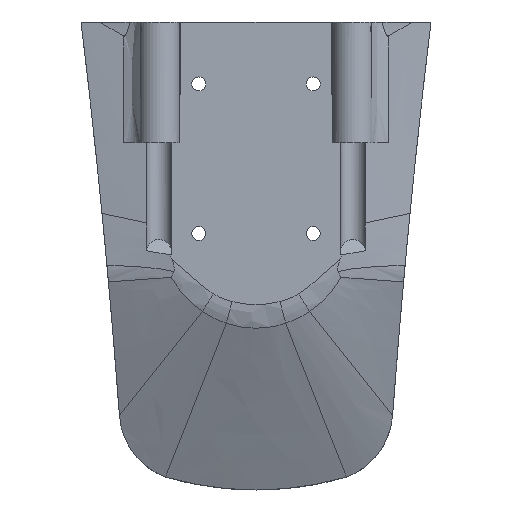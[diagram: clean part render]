
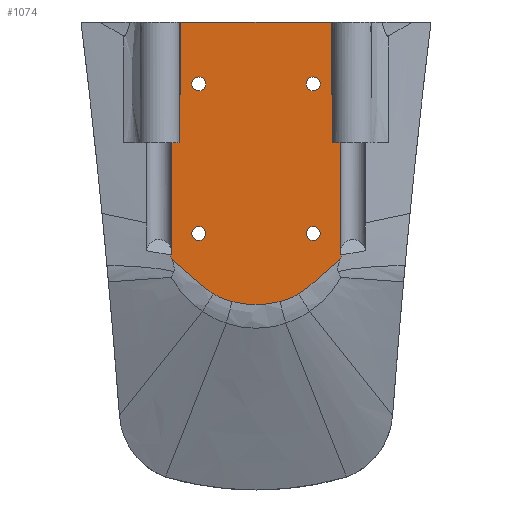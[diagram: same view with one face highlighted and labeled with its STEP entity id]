
A CAD part, front view. The second image highlights one B-rep face of the part: STEP entity #1074.
In plain terms, the highlighted planar face has unit normal (0, -1, 0).
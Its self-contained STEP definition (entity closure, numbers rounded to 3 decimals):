
#87=FACE_BOUND('',#167,.T.);
#88=FACE_BOUND('',#168,.T.);
#89=FACE_BOUND('',#169,.T.);
#90=FACE_BOUND('',#170,.T.);
#98=FACE_OUTER_BOUND('',#166,.T.);
#166=EDGE_LOOP('',(#740,#741,#742,#743,#744,#745,#746,#747,#748,#749,#750,
#751,#752,#753,#754,#755));
#167=EDGE_LOOP('',(#756));
#168=EDGE_LOOP('',(#757));
#169=EDGE_LOOP('',(#758));
#170=EDGE_LOOP('',(#759));
#249=CIRCLE('',#1172,32.5);
#250=CIRCLE('',#1173,32.5);
#251=CIRCLE('',#1174,2.5);
#252=CIRCLE('',#1175,2.5);
#253=CIRCLE('',#1176,2.5);
#254=CIRCLE('',#1177,2.5);
#294=B_SPLINE_CURVE_WITH_KNOTS('',3,(#1737,#1738,#1739,#1740),
 .UNSPECIFIED.,.F.,.F.,(4,4),(-28.,-23.652),.UNSPECIFIED.);
#295=B_SPLINE_CURVE_WITH_KNOTS('',3,(#1750,#1751,#1752,#1753,#1754,#1755,
#1756,#1757,#1758),.UNSPECIFIED.,.F.,.F.,(4,1,1,1,2,4),(-1.716,
-1.372,-0.686,-0.343,0.,0.217),
 .UNSPECIFIED.);
#296=B_SPLINE_CURVE_WITH_KNOTS('',3,(#1760,#1761,#1762,#1763,#1764),
 .UNSPECIFIED.,.F.,.F.,(4,1,4),(-0.73,-0.314,0.),
 .UNSPECIFIED.);
#297=B_SPLINE_CURVE_WITH_KNOTS('',3,(#1766,#1767,#1768,#1769,#1770),
 .UNSPECIFIED.,.F.,.F.,(4,1,4),(-1.756,-0.753,-0.002),
 .UNSPECIFIED.);
#298=B_SPLINE_CURVE_WITH_KNOTS('',3,(#1772,#1773,#1774,#1775,#1776),
 .UNSPECIFIED.,.F.,.F.,(4,1,4),(-0.732,-0.314,-0.002),
 .UNSPECIFIED.);
#299=B_SPLINE_CURVE_WITH_KNOTS('',3,(#1778,#1779,#1780,#1781,#1782,#1783,
#1784,#1785,#1786),.UNSPECIFIED.,.F.,.F.,(4,2,1,1,1,4),(-1.933,
-1.716,-1.372,-1.029,-0.686,
0.),.UNSPECIFIED.);
#300=B_SPLINE_CURVE_WITH_KNOTS('',3,(#1795,#1796,#1797,#1798),
 .UNSPECIFIED.,.F.,.F.,(4,4),(23.652,28.),.UNSPECIFIED.);
#350=LINE('',#1622,#393);
#352=LINE('',#1742,#395);
#353=LINE('',#1744,#396);
#354=LINE('',#1746,#397);
#355=LINE('',#1790,#398);
#356=LINE('',#1792,#399);
#357=LINE('',#1794,#400);
#393=VECTOR('',#1276,10.);
#395=VECTOR('',#1294,10.);
#396=VECTOR('',#1295,10.);
#397=VECTOR('',#1296,10.);
#398=VECTOR('',#1301,10.);
#399=VECTOR('',#1302,10.);
#400=VECTOR('',#1303,10.);
#444=VERTEX_POINT('',#1577);
#445=VERTEX_POINT('',#1621);
#458=VERTEX_POINT('',#1736);
#459=VERTEX_POINT('',#1741);
#460=VERTEX_POINT('',#1743);
#461=VERTEX_POINT('',#1745);
#462=VERTEX_POINT('',#1747);
#463=VERTEX_POINT('',#1749);
#464=VERTEX_POINT('',#1759);
#465=VERTEX_POINT('',#1765);
#466=VERTEX_POINT('',#1771);
#467=VERTEX_POINT('',#1777);
#468=VERTEX_POINT('',#1787);
#469=VERTEX_POINT('',#1789);
#470=VERTEX_POINT('',#1791);
#471=VERTEX_POINT('',#1793);
#472=VERTEX_POINT('',#1799);
#473=VERTEX_POINT('',#1801);
#474=VERTEX_POINT('',#1803);
#475=VERTEX_POINT('',#1805);
#555=EDGE_CURVE('',#445,#444,#350,.T.);
#569=EDGE_CURVE('',#458,#444,#294,.T.);
#570=EDGE_CURVE('',#458,#459,#352,.T.);
#571=EDGE_CURVE('',#459,#460,#353,.T.);
#572=EDGE_CURVE('',#461,#460,#354,.T.);
#573=EDGE_CURVE('',#461,#462,#249,.T.);
#574=EDGE_CURVE('',#463,#462,#295,.T.);
#575=EDGE_CURVE('',#464,#463,#296,.T.);
#576=EDGE_CURVE('',#465,#464,#297,.T.);
#577=EDGE_CURVE('',#466,#465,#298,.T.);
#578=EDGE_CURVE('',#467,#466,#299,.T.);
#579=EDGE_CURVE('',#467,#468,#250,.T.);
#580=EDGE_CURVE('',#469,#468,#355,.T.);
#581=EDGE_CURVE('',#469,#470,#356,.T.);
#582=EDGE_CURVE('',#470,#471,#357,.T.);
#583=EDGE_CURVE('',#445,#471,#300,.T.);
#584=EDGE_CURVE('',#472,#472,#251,.T.);
#585=EDGE_CURVE('',#473,#473,#252,.T.);
#586=EDGE_CURVE('',#474,#474,#253,.T.);
#587=EDGE_CURVE('',#475,#475,#254,.T.);
#740=ORIENTED_EDGE('',*,*,#555,.T.);
#741=ORIENTED_EDGE('',*,*,#569,.F.);
#742=ORIENTED_EDGE('',*,*,#570,.T.);
#743=ORIENTED_EDGE('',*,*,#571,.T.);
#744=ORIENTED_EDGE('',*,*,#572,.F.);
#745=ORIENTED_EDGE('',*,*,#573,.T.);
#746=ORIENTED_EDGE('',*,*,#574,.F.);
#747=ORIENTED_EDGE('',*,*,#575,.F.);
#748=ORIENTED_EDGE('',*,*,#576,.F.);
#749=ORIENTED_EDGE('',*,*,#577,.F.);
#750=ORIENTED_EDGE('',*,*,#578,.F.);
#751=ORIENTED_EDGE('',*,*,#579,.T.);
#752=ORIENTED_EDGE('',*,*,#580,.F.);
#753=ORIENTED_EDGE('',*,*,#581,.T.);
#754=ORIENTED_EDGE('',*,*,#582,.T.);
#755=ORIENTED_EDGE('',*,*,#583,.F.);
#756=ORIENTED_EDGE('',*,*,#584,.T.);
#757=ORIENTED_EDGE('',*,*,#585,.T.);
#758=ORIENTED_EDGE('',*,*,#586,.T.);
#759=ORIENTED_EDGE('',*,*,#587,.T.);
#1059=PLANE('',#1171);
#1074=ADVANCED_FACE('',(#98,#87,#88,#89,#90),#1059,.F.);
#1171=AXIS2_PLACEMENT_3D('',#1735,#1292,#1293);
#1172=AXIS2_PLACEMENT_3D('',#1748,#1297,#1298);
#1173=AXIS2_PLACEMENT_3D('',#1788,#1299,#1300);
#1174=AXIS2_PLACEMENT_3D('',#1800,#1304,#1305);
#1175=AXIS2_PLACEMENT_3D('',#1802,#1306,#1307);
#1176=AXIS2_PLACEMENT_3D('',#1804,#1308,#1309);
#1177=AXIS2_PLACEMENT_3D('',#1806,#1310,#1311);
#1276=DIRECTION('',(-1.,0.,0.));
#1292=DIRECTION('center_axis',(0.,1.,0.));
#1293=DIRECTION('ref_axis',(0.,0.,1.));
#1294=DIRECTION('',(-1.,0.,0.));
#1295=DIRECTION('',(0.,0.,-1.));
#1296=DIRECTION('',(1.,0.,0.));
#1297=DIRECTION('center_axis',(0.,-1.,0.));
#1298=DIRECTION('ref_axis',(-1.,0.,0.));
#1299=DIRECTION('center_axis',(0.,-1.,0.));
#1300=DIRECTION('ref_axis',(-1.,0.,0.));
#1301=DIRECTION('',(1.,0.,0.));
#1302=DIRECTION('',(0.,0.,1.));
#1303=DIRECTION('',(-1.,0.,0.));
#1304=DIRECTION('center_axis',(0.,1.,0.));
#1305=DIRECTION('ref_axis',(1.,0.,0.));
#1306=DIRECTION('center_axis',(0.,1.,0.));
#1307=DIRECTION('ref_axis',(1.,0.,0.));
#1308=DIRECTION('center_axis',(0.,1.,0.));
#1309=DIRECTION('ref_axis',(1.,0.,0.));
#1310=DIRECTION('center_axis',(0.,1.,0.));
#1311=DIRECTION('ref_axis',(1.,0.,0.));
#1577=CARTESIAN_POINT('',(-27.565,-4.,-101.517));
#1621=CARTESIAN_POINT('',(26.782,-4.,-101.517));
#1622=CARTESIAN_POINT('',(50.322,-4.,-101.517));
#1735=CARTESIAN_POINT('Origin',(-0.338,-4.,24.63));
#1736=CARTESIAN_POINT('',(-27.959,-4.,-145.));
#1737=CARTESIAN_POINT('Ctrl Pts',(-27.959,-4.,-145.));
#1738=CARTESIAN_POINT('Ctrl Pts',(-27.959,-4.,-130.506));
#1739=CARTESIAN_POINT('Ctrl Pts',(-27.805,-4.,-116.011));
#1740=CARTESIAN_POINT('Ctrl Pts',(-27.565,-4.,-101.517));
#1741=CARTESIAN_POINT('',(-31.004,-4.,-145.));
#1742=CARTESIAN_POINT('',(-17.881,-4.,-145.));
#1743=CARTESIAN_POINT('',(-31.004,-4.,-185.49));
#1744=CARTESIAN_POINT('',(-31.004,-4.,-152.5));
#1745=CARTESIAN_POINT('',(-31.294,-4.,-185.49));
#1746=CARTESIAN_POINT('',(-17.865,-4.,-185.49));
#1747=CARTESIAN_POINT('',(-30.655,-4.,-187.275));
#1748=CARTESIAN_POINT('Origin',(-0.392,-4.,-175.427));
#1749=CARTESIAN_POINT('',(-15.783,-4.,-199.571));
#1750=CARTESIAN_POINT('Ctrl Pts',(-15.783,-4.,-199.571));
#1751=CARTESIAN_POINT('Ctrl Pts',(-16.756,-4.,-198.97));
#1752=CARTESIAN_POINT('Ctrl Pts',(-19.586,-4.,-197.019));
#1753=CARTESIAN_POINT('Ctrl Pts',(-23.01,-4.,-193.976));
#1754=CARTESIAN_POINT('Ctrl Pts',(-26.321,-4.,-190.824));
#1755=CARTESIAN_POINT('Ctrl Pts',(-28.022,-4.,-189.292));
#1756=CARTESIAN_POINT('Ctrl Pts',(-29.476,-4.,-188.119));
#1757=CARTESIAN_POINT('Ctrl Pts',(-30.057,-4.,-187.685));
#1758=CARTESIAN_POINT('Ctrl Pts',(-30.655,-4.,-187.275));
#1759=CARTESIAN_POINT('',(-9.072,-4.,-202.372));
#1760=CARTESIAN_POINT('Ctrl Pts',(-9.072,-4.,-202.372));
#1761=CARTESIAN_POINT('Ctrl Pts',(-10.415,-4.,-202.022));
#1762=CARTESIAN_POINT('Ctrl Pts',(-12.723,-4.,-201.232));
#1763=CARTESIAN_POINT('Ctrl Pts',(-14.894,-4.,-200.12));
#1764=CARTESIAN_POINT('Ctrl Pts',(-15.783,-4.,-199.571));
#1765=CARTESIAN_POINT('',(8.289,-4.,-202.372));
#1766=CARTESIAN_POINT('Ctrl Pts',(8.289,-4.,-202.372));
#1767=CARTESIAN_POINT('Ctrl Pts',(5.05,-4.,-203.196));
#1768=CARTESIAN_POINT('Ctrl Pts',(-0.823,-4.,
-203.824));
#1769=CARTESIAN_POINT('Ctrl Pts',(-6.644,-4.,-202.99));
#1770=CARTESIAN_POINT('Ctrl Pts',(-9.072,-4.,-202.372));
#1771=CARTESIAN_POINT('',(15.,-4.,-199.571));
#1772=CARTESIAN_POINT('Ctrl Pts',(15.,-4.,-199.571));
#1773=CARTESIAN_POINT('Ctrl Pts',(13.814,-4.,-200.304));
#1774=CARTESIAN_POINT('Ctrl Pts',(11.613,-4.,-201.362));
#1775=CARTESIAN_POINT('Ctrl Pts',(9.294,-4.,-202.11));
#1776=CARTESIAN_POINT('Ctrl Pts',(8.289,-4.,-202.372));
#1777=CARTESIAN_POINT('',(29.872,-4.,-187.275));
#1778=CARTESIAN_POINT('Ctrl Pts',(29.872,-4.,-187.275));
#1779=CARTESIAN_POINT('Ctrl Pts',(29.274,-4.,-187.685));
#1780=CARTESIAN_POINT('Ctrl Pts',(28.693,-4.,-188.119));
#1781=CARTESIAN_POINT('Ctrl Pts',(27.239,-4.,-189.292));
#1782=CARTESIAN_POINT('Ctrl Pts',(25.539,-4.,-190.824));
#1783=CARTESIAN_POINT('Ctrl Pts',(23.053,-4.,-193.187));
#1784=CARTESIAN_POINT('Ctrl Pts',(19.672,-4.,-196.268));
#1785=CARTESIAN_POINT('Ctrl Pts',(16.946,-4.,-198.368));
#1786=CARTESIAN_POINT('Ctrl Pts',(15.,-4.,-199.571));
#1787=CARTESIAN_POINT('',(30.511,-4.,-185.49));
#1788=CARTESIAN_POINT('Origin',(-0.392,-4.,-175.427));
#1789=CARTESIAN_POINT('',(30.221,-4.,-185.49));
#1790=CARTESIAN_POINT('',(17.135,-4.,-185.49));
#1791=CARTESIAN_POINT('',(30.221,-4.,-145.));
#1792=CARTESIAN_POINT('',(30.221,-4.,-152.5));
#1793=CARTESIAN_POINT('',(27.175,-4.,-145.));
#1794=CARTESIAN_POINT('',(17.152,-4.,-145.));
#1795=CARTESIAN_POINT('Ctrl Pts',(26.782,-4.,-101.517));
#1796=CARTESIAN_POINT('Ctrl Pts',(27.022,-4.,-116.011));
#1797=CARTESIAN_POINT('Ctrl Pts',(27.175,-4.,-130.506));
#1798=CARTESIAN_POINT('Ctrl Pts',(27.175,-4.,-145.));
#1799=CARTESIAN_POINT('',(-23.529,-4.,-177.8));
#1800=CARTESIAN_POINT('Origin',(-21.029,-4.,-177.8));
#1801=CARTESIAN_POINT('',(17.746,-4.,-177.8));
#1802=CARTESIAN_POINT('Origin',(20.246,-4.,-177.8));
#1803=CARTESIAN_POINT('',(17.746,-4.,-123.825));
#1804=CARTESIAN_POINT('Origin',(20.246,-4.,-123.825));
#1805=CARTESIAN_POINT('',(-23.529,-4.,-123.825));
#1806=CARTESIAN_POINT('Origin',(-21.029,-4.,-123.825));
